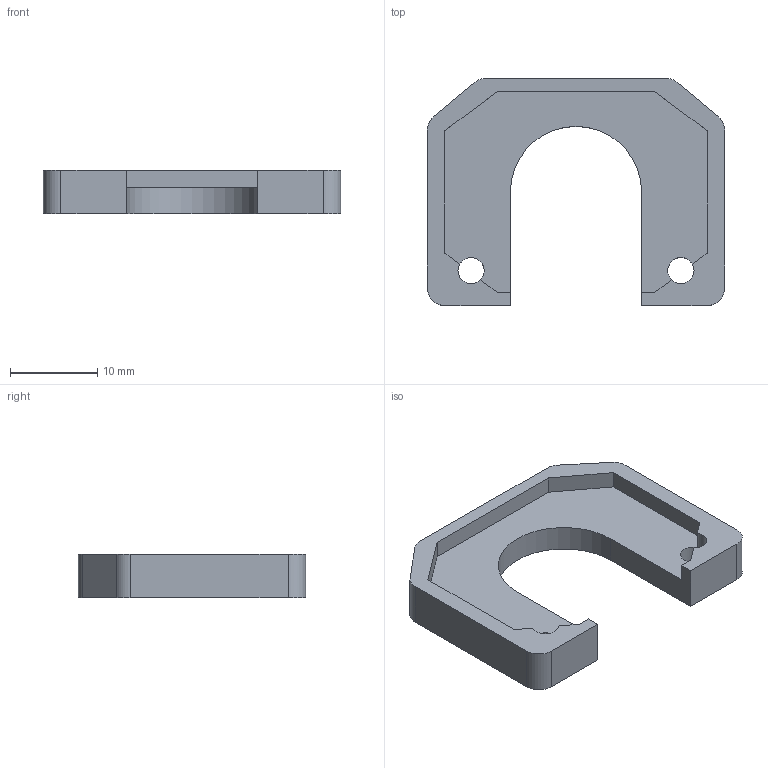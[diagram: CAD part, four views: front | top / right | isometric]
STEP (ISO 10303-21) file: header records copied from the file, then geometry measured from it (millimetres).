
FILE_DESCRIPTION(/* description */ ('FreeCAD Model'),/* implementation_level */ '2;1');
FILE_NAME(/* name */ 'd3c97781-3038-46b8-a73f-41c3e749e302.zip.stp',/* time_stamp */ '2025-12-19T03:25:27Z',/* author */ (''),/* organization */ (''),/* preprocessor_version */ 'ST-DEVELOPER v20.1',/* originating_system */ 'Autodesk Translation Framework v14.24.0.0',/* authorisation */ '');
FILE_SCHEMA (('AUTOMOTIVE_DESIGN { 1 0 10303 214 3 1 1 }'));
Length unit declared in the file: millimetre
Products named in the file (1): Fillet
Bounding box: 34 x 26 x 5 mm (x, y, z)
Volume: 2038.4 mm3; surface area: 1966.2 mm2
Topology: 1 solids, 1 shells, 32 faces, 96 edges, 64 vertices
Faces by surface type: plane 23, cylinder 9
Full cylindrical faces by diameter (mm): 3 x2
Entity records: 1130 total; most frequent: CARTESIAN_POINT 193, ORIENTED_EDGE 192, DIRECTION 184, EDGE_CURVE 96, LINE 74, VECTOR 74, VERTEX_POINT 64, AXIS2_PLACEMENT_3D 55
